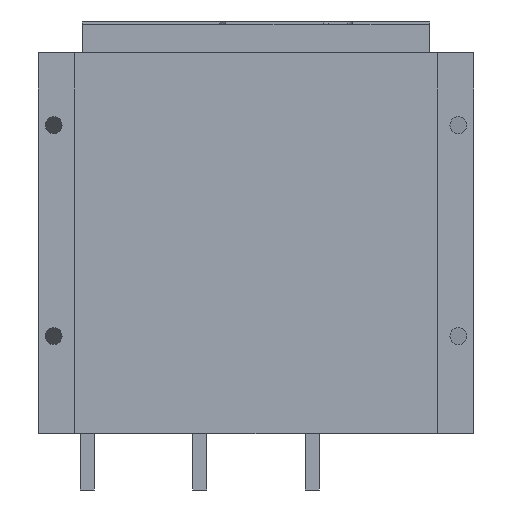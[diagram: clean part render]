
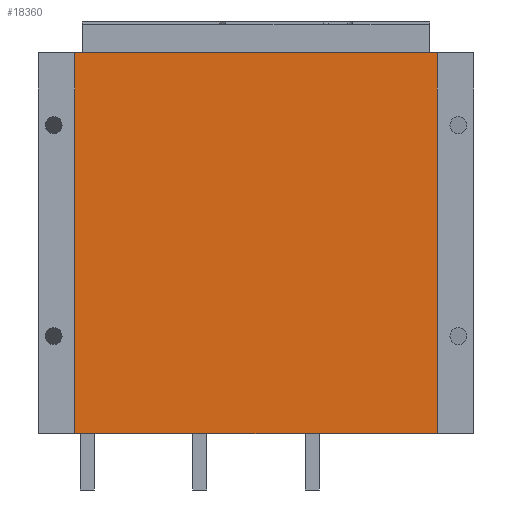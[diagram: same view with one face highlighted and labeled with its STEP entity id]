
A CAD part, front view. The second image highlights one B-rep face of the part: STEP entity #18360.
In plain terms, the highlighted planar face has unit normal (0, -1, 0).
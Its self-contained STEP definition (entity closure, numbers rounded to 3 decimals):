
#461 = VERTEX_POINT ( 'NONE', #13814 ) ;
#2347 = LINE ( 'NONE', #11019, #16186 ) ;
#2514 = VECTOR ( 'NONE', #13066, 1000. ) ;
#2579 = VECTOR ( 'NONE', #13594, 1000. ) ;
#3383 = EDGE_CURVE ( 'NONE', #461, #10344, #18445, .T. ) ;
#3717 = CARTESIAN_POINT ( 'NONE',  ( 129., 0., -271. ) ) ;
#4289 = ORIENTED_EDGE ( 'NONE', *, *, #3383, .T. ) ;
#4619 = VECTOR ( 'NONE', #9469, 1000. ) ;
#6368 = CARTESIAN_POINT ( 'NONE',  ( 129., 0., 0. ) ) ;
#6647 = VERTEX_POINT ( 'NONE', #6368 ) ;
#7193 = DIRECTION ( 'NONE',  ( 1., 0., 0. ) ) ;
#7252 = ORIENTED_EDGE ( 'NONE', *, *, #17686, .T. ) ;
#8553 = CARTESIAN_POINT ( 'NONE',  ( 129., 0., -271. ) ) ;
#8605 = DIRECTION ( 'NONE',  ( 0., -1., 0. ) ) ;
#8703 = PLANE ( 'NONE',  #16307 ) ;
#9469 = DIRECTION ( 'NONE',  ( 0., 0., 1. ) ) ;
#10344 = VERTEX_POINT ( 'NONE', #18192 ) ;
#10768 = EDGE_CURVE ( 'NONE', #13388, #6647, #2347, .T. ) ;
#10771 = CARTESIAN_POINT ( 'NONE',  ( -129., 0., -271. ) ) ;
#11019 = CARTESIAN_POINT ( 'NONE',  ( 129., 0., 0. ) ) ;
#12495 = EDGE_LOOP ( 'NONE', ( #18385, #15717, #4289, #7252 ) ) ;
#13066 = DIRECTION ( 'NONE',  ( 1., 0., 0. ) ) ;
#13107 = LINE ( 'NONE', #10771, #2579 ) ;
#13388 = VERTEX_POINT ( 'NONE', #15375 ) ;
#13520 = EDGE_CURVE ( 'NONE', #461, #13388, #13107, .T. ) ;
#13531 = LINE ( 'NONE', #3717, #4619 ) ;
#13594 = DIRECTION ( 'NONE',  ( 0., 0., 1. ) ) ;
#13814 = CARTESIAN_POINT ( 'NONE',  ( -129., 0., -271. ) ) ;
#13837 = DIRECTION ( 'NONE',  ( 1., 0., 0. ) ) ;
#14250 = FACE_OUTER_BOUND ( 'NONE', #12495, .T. ) ;
#15375 = CARTESIAN_POINT ( 'NONE',  ( -129., 0., 0. ) ) ;
#15717 = ORIENTED_EDGE ( 'NONE', *, *, #13520, .F. ) ;
#16186 = VECTOR ( 'NONE', #13837, 1000. ) ;
#16307 = AXIS2_PLACEMENT_3D ( 'NONE', #17177, #8605, #7193 ) ;
#17177 = CARTESIAN_POINT ( 'NONE',  ( 129., 0., -271. ) ) ;
#17686 = EDGE_CURVE ( 'NONE', #10344, #6647, #13531, .T. ) ;
#18192 = CARTESIAN_POINT ( 'NONE',  ( 129., 0., -271. ) ) ;
#18360 = ADVANCED_FACE ( 'NONE', ( #14250 ), #8703, .T. ) ;
#18385 = ORIENTED_EDGE ( 'NONE', *, *, #10768, .F. ) ;
#18445 = LINE ( 'NONE', #8553, #2514 ) ;
